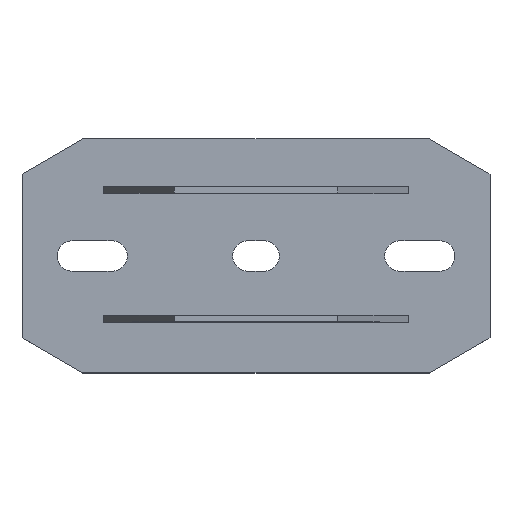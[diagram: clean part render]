
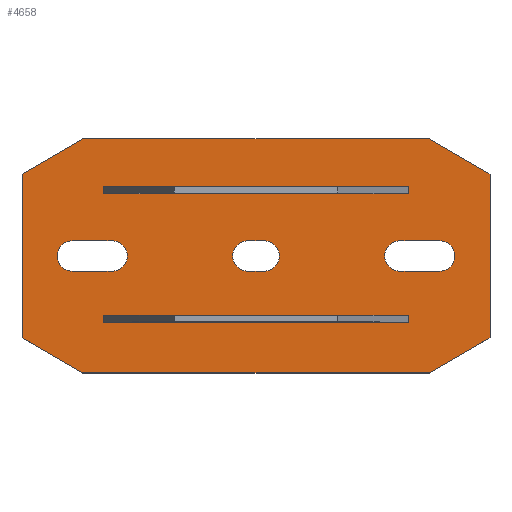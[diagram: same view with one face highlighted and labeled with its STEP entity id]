
A CAD part, top view. The second image highlights one B-rep face of the part: STEP entity #4658.
In plain terms, the highlighted planar face has unit normal (0, 0, 1).
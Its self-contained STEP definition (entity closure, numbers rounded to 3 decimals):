
#4153=DIRECTION('',(-0.866,-0.5,0.));
#4154=VECTOR('',#4153,30.);
#4155=CARTESIAN_POINT('',(-74.019,50.,0.));
#4156=LINE('',#4155,#4154);
#4157=DIRECTION('',(-0.866,0.5,0.));
#4158=VECTOR('',#4157,30.);
#4159=CARTESIAN_POINT('',(100.,35.,0.));
#4160=LINE('',#4159,#4158);
#4161=DIRECTION('',(0.866,0.5,0.));
#4162=VECTOR('',#4161,30.);
#4163=CARTESIAN_POINT('',(74.019,-50.,0.));
#4164=LINE('',#4163,#4162);
#4165=DIRECTION('',(0.866,-0.5,0.));
#4166=VECTOR('',#4165,30.);
#4167=CARTESIAN_POINT('',(-100.,-35.,0.));
#4168=LINE('',#4167,#4166);
#4169=DIRECTION('',(0.,-1.,0.));
#4170=VECTOR('',#4169,70.);
#4171=CARTESIAN_POINT('',(-100.,35.,0.));
#4172=LINE('',#4171,#4170);
#4173=DIRECTION('',(-1.,0.,0.));
#4174=VECTOR('',#4173,17.);
#4175=CARTESIAN_POINT('',(-61.5,-6.5,0.));
#4176=LINE('',#4175,#4174);
#4177=CARTESIAN_POINT('',(-61.5,0.,0.));
#4178=DIRECTION('',(0.,0.,-1.));
#4179=DIRECTION('',(1.,0.,0.));
#4180=AXIS2_PLACEMENT_3D('',#4177,#4178,#4179);
#4182=CARTESIAN_POINT('',(-61.5,0.,0.));
#4183=DIRECTION('',(0.,0.,-1.));
#4184=DIRECTION('',(0.,1.,0.));
#4185=AXIS2_PLACEMENT_3D('',#4182,#4183,#4184);
#4187=CARTESIAN_POINT('',(-78.5,0.,0.));
#4188=DIRECTION('',(0.,0.,-1.));
#4189=DIRECTION('',(-1.,0.,0.));
#4190=AXIS2_PLACEMENT_3D('',#4187,#4188,#4189);
#4192=CARTESIAN_POINT('',(-78.5,0.,0.));
#4193=DIRECTION('',(0.,0.,-1.));
#4194=DIRECTION('',(0.,-1.,0.));
#4195=AXIS2_PLACEMENT_3D('',#4192,#4193,#4194);
#4197=DIRECTION('',(-1.,0.,0.));
#4198=VECTOR('',#4197,7.);
#4199=CARTESIAN_POINT('',(3.5,-6.5,0.));
#4200=LINE('',#4199,#4198);
#4201=CARTESIAN_POINT('',(3.5,0.,0.));
#4202=DIRECTION('',(0.,0.,-1.));
#4203=DIRECTION('',(1.,0.,0.));
#4204=AXIS2_PLACEMENT_3D('',#4201,#4202,#4203);
#4206=CARTESIAN_POINT('',(3.5,0.,0.));
#4207=DIRECTION('',(0.,0.,-1.));
#4208=DIRECTION('',(0.,1.,0.));
#4209=AXIS2_PLACEMENT_3D('',#4206,#4207,#4208);
#4211=CARTESIAN_POINT('',(-3.5,0.,0.));
#4212=DIRECTION('',(0.,0.,-1.));
#4213=DIRECTION('',(-1.,0.,0.));
#4214=AXIS2_PLACEMENT_3D('',#4211,#4212,#4213);
#4216=CARTESIAN_POINT('',(-3.5,0.,0.));
#4217=DIRECTION('',(0.,0.,-1.));
#4218=DIRECTION('',(0.,-1.,0.));
#4219=AXIS2_PLACEMENT_3D('',#4216,#4217,#4218);
#4221=CARTESIAN_POINT('',(78.5,0.,0.));
#4222=DIRECTION('',(0.,0.,-1.));
#4223=DIRECTION('',(1.,0.,0.));
#4224=AXIS2_PLACEMENT_3D('',#4221,#4222,#4223);
#4226=CARTESIAN_POINT('',(78.5,0.,0.));
#4227=DIRECTION('',(0.,0.,-1.));
#4228=DIRECTION('',(0.,1.,0.));
#4229=AXIS2_PLACEMENT_3D('',#4226,#4227,#4228);
#4231=DIRECTION('',(1.,0.,0.));
#4232=VECTOR('',#4231,17.);
#4233=CARTESIAN_POINT('',(61.5,6.5,0.));
#4234=LINE('',#4233,#4232);
#4235=CARTESIAN_POINT('',(61.5,0.,0.));
#4236=DIRECTION('',(0.,0.,-1.));
#4237=DIRECTION('',(-1.,0.,0.));
#4238=AXIS2_PLACEMENT_3D('',#4235,#4236,#4237);
#4240=CARTESIAN_POINT('',(61.5,0.,0.));
#4241=DIRECTION('',(0.,0.,-1.));
#4242=DIRECTION('',(0.,-1.,0.));
#4243=AXIS2_PLACEMENT_3D('',#4240,#4241,#4242);
#4257=DIRECTION('',(-1.,0.,0.));
#4258=VECTOR('',#4257,148.038);
#4259=CARTESIAN_POINT('',(74.019,-50.,0.));
#4260=LINE('',#4259,#4258);
#4277=DIRECTION('',(0.,-1.,0.));
#4278=VECTOR('',#4277,70.);
#4279=CARTESIAN_POINT('',(100.,35.,0.));
#4280=LINE('',#4279,#4278);
#4285=DIRECTION('',(1.,0.,0.));
#4286=VECTOR('',#4285,148.038);
#4287=CARTESIAN_POINT('',(-74.019,50.,0.));
#4288=LINE('',#4287,#4286);
#4397=DIRECTION('',(1.,0.,0.));
#4398=VECTOR('',#4397,17.);
#4399=CARTESIAN_POINT('',(61.5,-6.5,0.));
#4400=LINE('',#4399,#4398);
#4453=DIRECTION('',(-1.,0.,0.));
#4454=VECTOR('',#4453,17.);
#4455=CARTESIAN_POINT('',(-61.5,6.5,0.));
#4456=LINE('',#4455,#4454);
#4485=DIRECTION('',(-1.,0.,0.));
#4486=VECTOR('',#4485,7.);
#4487=CARTESIAN_POINT('',(3.5,6.5,0.));
#4488=LINE('',#4487,#4486);
#4489=CARTESIAN_POINT('',(-74.019,50.,0.));
#4490=CARTESIAN_POINT('',(74.019,50.,0.));
#4491=VERTEX_POINT('',#4489);
#4492=VERTEX_POINT('',#4490);
#4493=CARTESIAN_POINT('',(100.,35.,0.));
#4494=VERTEX_POINT('',#4493);
#4495=CARTESIAN_POINT('',(100.,-35.,0.));
#4496=VERTEX_POINT('',#4495);
#4497=CARTESIAN_POINT('',(74.019,-50.,0.));
#4498=VERTEX_POINT('',#4497);
#4499=CARTESIAN_POINT('',(-74.019,-50.,0.));
#4500=VERTEX_POINT('',#4499);
#4501=CARTESIAN_POINT('',(-100.,-35.,0.));
#4502=VERTEX_POINT('',#4501);
#4503=CARTESIAN_POINT('',(-100.,35.,0.));
#4504=VERTEX_POINT('',#4503);
#4505=CARTESIAN_POINT('',(-55.,0.,0.));
#4506=CARTESIAN_POINT('',(-61.5,-6.5,0.));
#4507=VERTEX_POINT('',#4505);
#4508=VERTEX_POINT('',#4506);
#4509=CARTESIAN_POINT('',(-61.5,6.5,0.));
#4510=VERTEX_POINT('',#4509);
#4511=CARTESIAN_POINT('',(-78.5,6.5,0.));
#4512=VERTEX_POINT('',#4511);
#4513=CARTESIAN_POINT('',(-85.,0.,0.));
#4514=VERTEX_POINT('',#4513);
#4515=CARTESIAN_POINT('',(-78.5,-6.5,0.));
#4516=VERTEX_POINT('',#4515);
#4517=CARTESIAN_POINT('',(10.,0.,0.));
#4518=CARTESIAN_POINT('',(3.5,-6.5,0.));
#4519=VERTEX_POINT('',#4517);
#4520=VERTEX_POINT('',#4518);
#4521=CARTESIAN_POINT('',(3.5,6.5,0.));
#4522=VERTEX_POINT('',#4521);
#4523=CARTESIAN_POINT('',(-3.5,6.5,0.));
#4524=VERTEX_POINT('',#4523);
#4525=CARTESIAN_POINT('',(-10.,0.,0.));
#4526=VERTEX_POINT('',#4525);
#4527=CARTESIAN_POINT('',(-3.5,-6.5,0.));
#4528=VERTEX_POINT('',#4527);
#4529=CARTESIAN_POINT('',(85.,0.,0.));
#4530=CARTESIAN_POINT('',(78.5,-6.5,0.));
#4531=VERTEX_POINT('',#4529);
#4532=VERTEX_POINT('',#4530);
#4533=CARTESIAN_POINT('',(78.5,6.5,0.));
#4534=VERTEX_POINT('',#4533);
#4535=CARTESIAN_POINT('',(61.5,6.5,0.));
#4536=VERTEX_POINT('',#4535);
#4537=CARTESIAN_POINT('',(55.,0.,0.));
#4538=VERTEX_POINT('',#4537);
#4539=CARTESIAN_POINT('',(61.5,-6.5,0.));
#4540=VERTEX_POINT('',#4539);
#4593=CARTESIAN_POINT('',(0.,0.,0.));
#4594=DIRECTION('',(0.,0.,1.));
#4595=DIRECTION('',(1.,0.,0.));
#4596=AXIS2_PLACEMENT_3D('',#4593,#4594,#4595);
#4597=PLANE('',#4596);
#4599=ORIENTED_EDGE('',*,*,#4598,.F.);
#4601=ORIENTED_EDGE('',*,*,#4600,.T.);
#4603=ORIENTED_EDGE('',*,*,#4602,.F.);
#4605=ORIENTED_EDGE('',*,*,#4604,.T.);
#4607=ORIENTED_EDGE('',*,*,#4606,.F.);
#4609=ORIENTED_EDGE('',*,*,#4608,.T.);
#4611=ORIENTED_EDGE('',*,*,#4610,.F.);
#4613=ORIENTED_EDGE('',*,*,#4612,.F.);
#4614=EDGE_LOOP('',(#4599,#4601,#4603,#4605,#4607,#4609,#4611,#4613));
#4615=FACE_OUTER_BOUND('',#4614,.F.);
#4617=ORIENTED_EDGE('',*,*,#4616,.F.);
#4619=ORIENTED_EDGE('',*,*,#4618,.F.);
#4621=ORIENTED_EDGE('',*,*,#4620,.F.);
#4623=ORIENTED_EDGE('',*,*,#4622,.T.);
#4625=ORIENTED_EDGE('',*,*,#4624,.F.);
#4627=ORIENTED_EDGE('',*,*,#4626,.F.);
#4628=EDGE_LOOP('',(#4617,#4619,#4621,#4623,#4625,#4627));
#4629=FACE_BOUND('',#4628,.F.);
#4631=ORIENTED_EDGE('',*,*,#4630,.F.);
#4633=ORIENTED_EDGE('',*,*,#4632,.F.);
#4635=ORIENTED_EDGE('',*,*,#4634,.F.);
#4637=ORIENTED_EDGE('',*,*,#4636,.T.);
#4639=ORIENTED_EDGE('',*,*,#4638,.F.);
#4641=ORIENTED_EDGE('',*,*,#4640,.F.);
#4642=EDGE_LOOP('',(#4631,#4633,#4635,#4637,#4639,#4641));
#4643=FACE_BOUND('',#4642,.F.);
#4645=ORIENTED_EDGE('',*,*,#4644,.T.);
#4647=ORIENTED_EDGE('',*,*,#4646,.F.);
#4649=ORIENTED_EDGE('',*,*,#4648,.F.);
#4651=ORIENTED_EDGE('',*,*,#4650,.F.);
#4653=ORIENTED_EDGE('',*,*,#4652,.F.);
#4655=ORIENTED_EDGE('',*,*,#4654,.F.);
#4656=EDGE_LOOP('',(#4645,#4647,#4649,#4651,#4653,#4655));
#4657=FACE_BOUND('',#4656,.F.);
#4658=ADVANCED_FACE('',(#4615,#4629,#4643,#4657),#4597,.T.);
#4181=CIRCLE('',#4180,6.5);
#4186=CIRCLE('',#4185,6.5);
#4191=CIRCLE('',#4190,6.5);
#4196=CIRCLE('',#4195,6.5);
#4205=CIRCLE('',#4204,6.5);
#4210=CIRCLE('',#4209,6.5);
#4215=CIRCLE('',#4214,6.5);
#4220=CIRCLE('',#4219,6.5);
#4225=CIRCLE('',#4224,6.5);
#4230=CIRCLE('',#4229,6.5);
#4239=CIRCLE('',#4238,6.5);
#4244=CIRCLE('',#4243,6.5);
#4598=EDGE_CURVE('',#4491,#4504,#4156,.T.);
#4600=EDGE_CURVE('',#4491,#4492,#4288,.T.);
#4602=EDGE_CURVE('',#4494,#4492,#4160,.T.);
#4604=EDGE_CURVE('',#4494,#4496,#4280,.T.);
#4606=EDGE_CURVE('',#4498,#4496,#4164,.T.);
#4608=EDGE_CURVE('',#4498,#4500,#4260,.T.);
#4610=EDGE_CURVE('',#4502,#4500,#4168,.T.);
#4612=EDGE_CURVE('',#4504,#4502,#4172,.T.);
#4616=EDGE_CURVE('',#4508,#4516,#4176,.T.);
#4618=EDGE_CURVE('',#4507,#4508,#4181,.T.);
#4620=EDGE_CURVE('',#4510,#4507,#4186,.T.);
#4622=EDGE_CURVE('',#4510,#4512,#4456,.T.);
#4624=EDGE_CURVE('',#4514,#4512,#4191,.T.);
#4626=EDGE_CURVE('',#4516,#4514,#4196,.T.);
#4630=EDGE_CURVE('',#4520,#4528,#4200,.T.);
#4632=EDGE_CURVE('',#4519,#4520,#4205,.T.);
#4634=EDGE_CURVE('',#4522,#4519,#4210,.T.);
#4636=EDGE_CURVE('',#4522,#4524,#4488,.T.);
#4638=EDGE_CURVE('',#4526,#4524,#4215,.T.);
#4640=EDGE_CURVE('',#4528,#4526,#4220,.T.);
#4644=EDGE_CURVE('',#4540,#4532,#4400,.T.);
#4646=EDGE_CURVE('',#4531,#4532,#4225,.T.);
#4648=EDGE_CURVE('',#4534,#4531,#4230,.T.);
#4650=EDGE_CURVE('',#4536,#4534,#4234,.T.);
#4652=EDGE_CURVE('',#4538,#4536,#4239,.T.);
#4654=EDGE_CURVE('',#4540,#4538,#4244,.T.);
